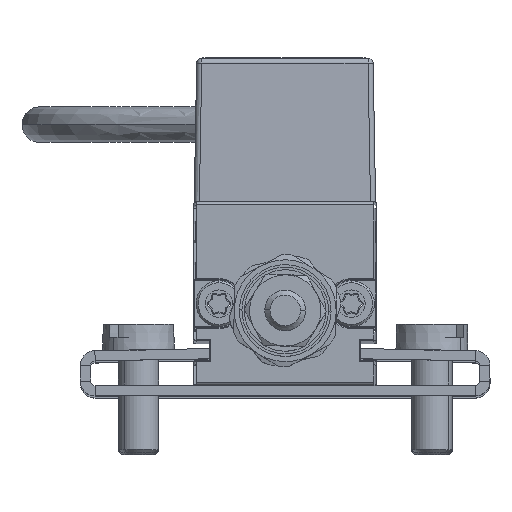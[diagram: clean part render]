
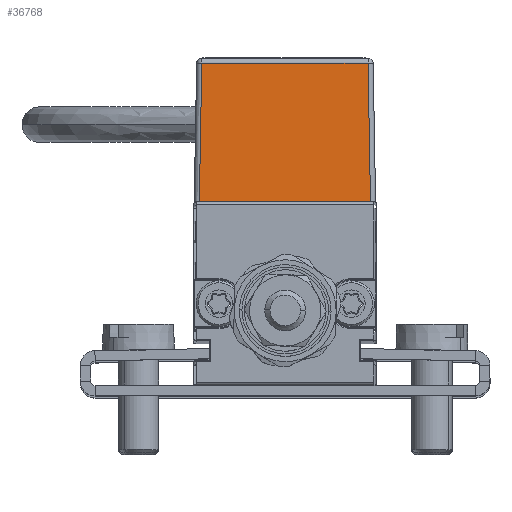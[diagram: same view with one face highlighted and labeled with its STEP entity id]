
A CAD part, top view. The second image highlights one B-rep face of the part: STEP entity #36768.
In plain terms, the highlighted planar face has unit normal (0, 0.018, 1).
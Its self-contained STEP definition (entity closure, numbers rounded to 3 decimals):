
#45 = VERTEX_POINT ( 'NONE', #11964 ) ;
#337 = AXIS2_PLACEMENT_3D ( 'NONE', #22510, #22512, #22514 ) ;
#1513 = VECTOR ( 'NONE', #13102, 1000. ) ;
#2499 = VERTEX_POINT ( 'NONE', #5661 ) ;
#2571 = VERTEX_POINT ( 'NONE', #5775 ) ;
#2774 = VERTEX_POINT ( 'NONE', #6025 ) ;
#5661 = CARTESIAN_POINT ( 'NONE',  ( -8.426, 18., 182.784 ) ) ;
#5775 = CARTESIAN_POINT ( 'NONE',  ( 8.366, 18., 182.784 ) ) ;
#6025 = CARTESIAN_POINT ( 'NONE',  ( 8.129, 31.583, 182.547 ) ) ;
#10092 = VECTOR ( 'NONE', #29849, 1000. ) ;
#10178 = VECTOR ( 'NONE', #33539, 1000. ) ;
#10252 = VECTOR ( 'NONE', #34047, 1000. ) ;
#11284 = ORIENTED_EDGE ( 'NONE', *, *, #36566, .T. ) ;
#11964 = CARTESIAN_POINT ( 'NONE',  ( -8.189, 31.583, 182.547 ) ) ;
#13100 = LINE ( 'NONE', #13101, #1513 ) ;
#13101 = CARTESIAN_POINT ( 'NONE',  ( -8.929, 18., 182.784 ) ) ;
#13102 = DIRECTION ( 'NONE',  ( 1., 0., 0. ) ) ;
#22425 = PLANE ( 'NONE',  #337 ) ;
#22490 = FACE_OUTER_BOUND ( 'NONE', #27068, .T. ) ;
#22510 = CARTESIAN_POINT ( 'NONE',  ( -8.929, 18., 182.784 ) ) ;
#22512 = DIRECTION ( 'NONE',  ( 0., 0.017, 1. ) ) ;
#22514 = DIRECTION ( 'NONE',  ( 0., -1., 0.017 ) ) ;
#27068 = EDGE_LOOP ( 'NONE', ( #28229, #28196, #28353, #11284 ) ) ;
#28196 = ORIENTED_EDGE ( 'NONE', *, *, #37078, .T. ) ;
#28229 = ORIENTED_EDGE ( 'NONE', *, *, #37171, .T. ) ;
#28353 = ORIENTED_EDGE ( 'NONE', *, *, #36987, .T. ) ;
#29844 = LINE ( 'NONE', #29847, #10092 ) ;
#29847 = CARTESIAN_POINT ( 'NONE',  ( -8.426, 17.991, 182.784 ) ) ;
#29849 = DIRECTION ( 'NONE',  ( -0.017, -1., 0.017 ) ) ;
#33537 = LINE ( 'NONE', #33538, #10178 ) ;
#33538 = CARTESIAN_POINT ( 'NONE',  ( -8.929, 31.583, 182.547 ) ) ;
#33539 = DIRECTION ( 'NONE',  ( -1., 0., 0. ) ) ;
#34045 = LINE ( 'NONE', #34046, #10252 ) ;
#34046 = CARTESIAN_POINT ( 'NONE',  ( 8.36, 18.302, 182.779 ) ) ;
#34047 = DIRECTION ( 'NONE',  ( -0.017, 1., -0.017 ) ) ;
#36566 = EDGE_CURVE ( 'NONE', #2499, #2571, #13100, .T. ) ;
#36768 = ADVANCED_FACE ( 'NONE', ( #22490 ), #22425, .T. ) ;
#36987 = EDGE_CURVE ( 'NONE', #45, #2499, #29844, .T. ) ;
#37078 = EDGE_CURVE ( 'NONE', #2774, #45, #33537, .T. ) ;
#37171 = EDGE_CURVE ( 'NONE', #2571, #2774, #34045, .T. ) ;
